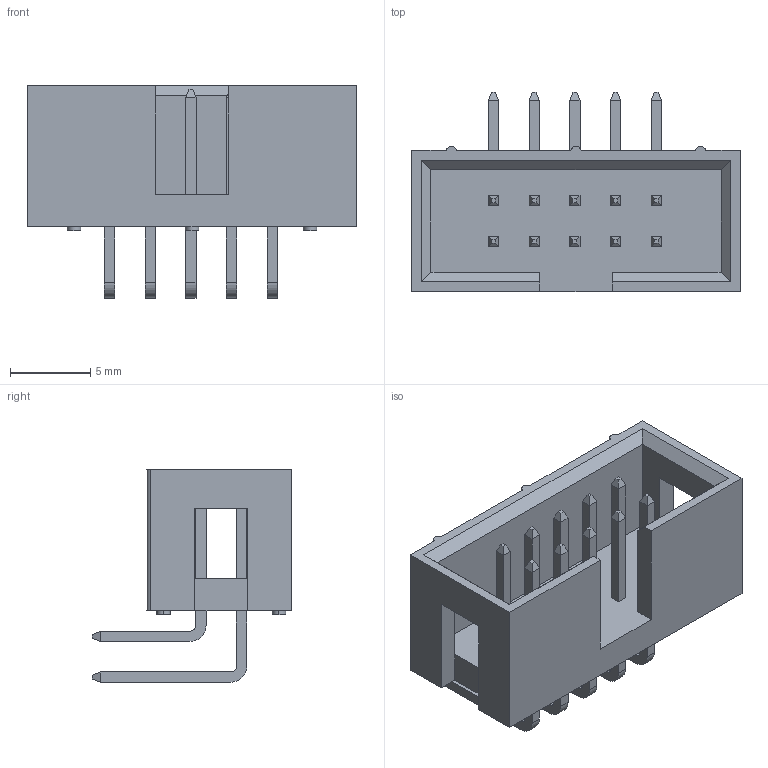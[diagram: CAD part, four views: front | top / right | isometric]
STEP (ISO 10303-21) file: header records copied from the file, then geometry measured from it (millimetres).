
FILE_DESCRIPTION(('STEP AP214'),'1');
FILE_NAME('612010235221.stp','2018-02-20T05:09:54',('TraceParts'),('TraceParts S.A.'),'Spatial InterOp 3D',' ',' ');
FILE_SCHEMA(('automotive_design'));
Length unit declared in the file: millimetre
Products named in the file (11): 612010235221_1; 612010235221_2; 612010235221_3; 612010235221_4; 612010235221_5; 612010235221_6; 612010235221_7; 612010235221_8; 612010235221_9; 612010235221_10; 612010235221_11
Bounding box: 20.5 x 12.45 x 13.26 mm (x, y, z)
Volume: 771.7 mm3; surface area: 1658.8 mm2
Topology: 11 solids, 11 shells, 311 faces, 733 edges, 446 vertices
Faces by surface type: plane 276, cylinder 35
Entity records: 11335 total; most frequent: CARTESIAN_POINT 1501, ORIENTED_EDGE 1466, DIRECTION 1447, EDGE_CURVE 733, LINE 663, VECTOR 663, VERTEX_POINT 446, AXIS2_PLACEMENT_3D 392
